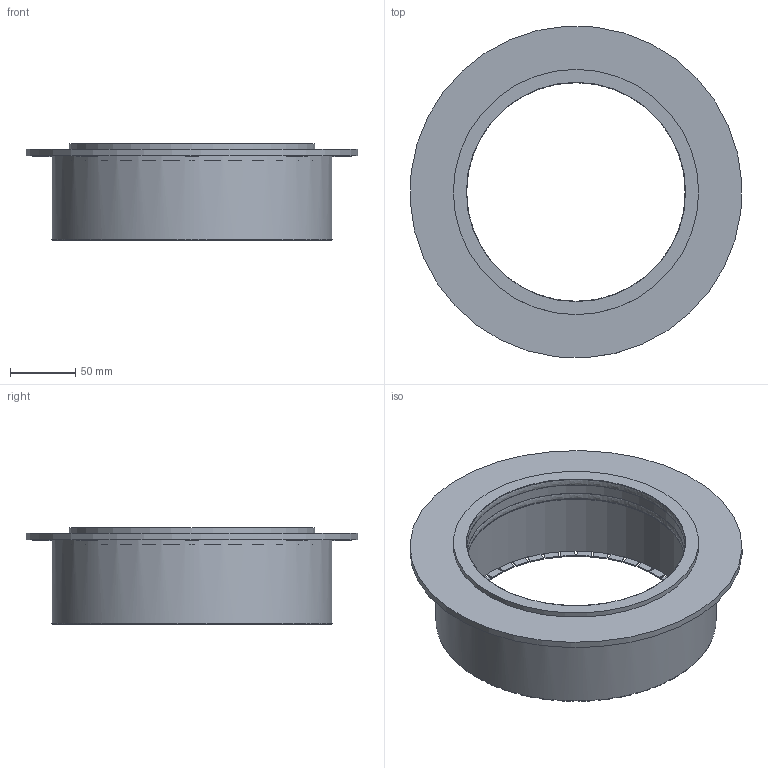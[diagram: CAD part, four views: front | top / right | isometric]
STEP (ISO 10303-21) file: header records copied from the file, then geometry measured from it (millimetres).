
FILE_DESCRIPTION((''),'2;1');
FILE_NAME('SLEEV-IT WT-MAR169M.stp','2014-11-17T15:00:46',('se-emikul'),(''),'Autodesk Inventor 2013','Autodesk Inventor 2013','');
FILE_SCHEMA(('AUTOMOTIVE_DESIGN { 1 0 10303 214 1 1 1 1 }'));
Length unit declared in the file: millimetre
Products named in the file (1): SLEEV-IT WT-MAR169M
Bounding box: 254.6 x 254.6 x 74 mm (x, y, z)
Volume: 802514.9 mm3; surface area: 295875.2 mm2
Topology: 4 solids, 4 shells, 388 faces, 1026 edges, 656 vertices
Faces by surface type: plane 314, torus 44, cylinder 27, revolution 2, cone 1
Full cylindrical faces by diameter (mm): 168.3 x3, 180 x1, 181 x1, 183.2 x1, 188.3 x1, 213.2 x2, 215 x1, 255 x1
Entity records: 12944 total; most frequent: CARTESIAN_POINT 2849, ORIENTED_EDGE 2024, DIRECTION 2004, EDGE_CURVE 1012, AXIS2_PLACEMENT_3D 689, VERTEX_POINT 654, VECTOR 624, LINE 624
